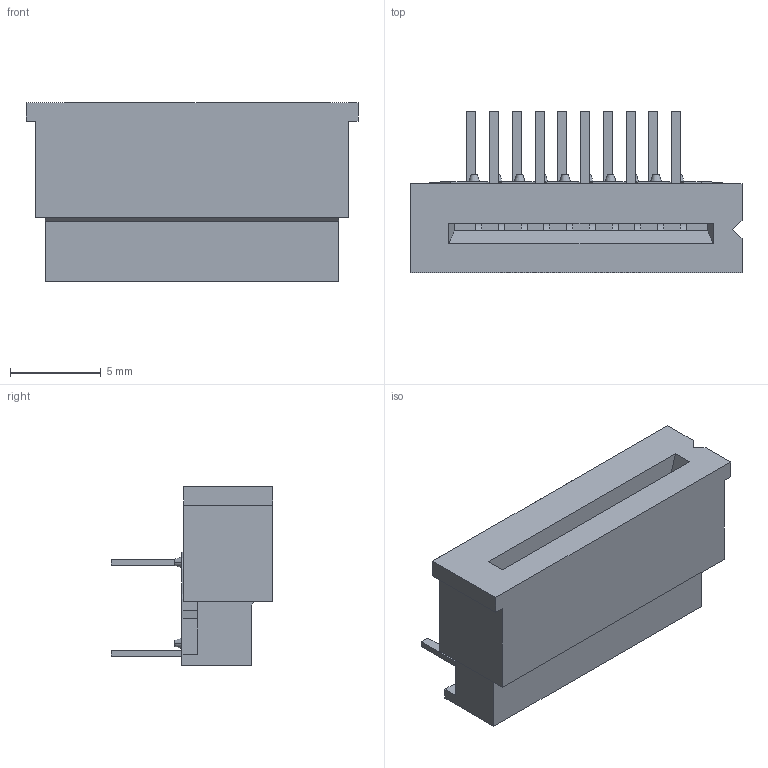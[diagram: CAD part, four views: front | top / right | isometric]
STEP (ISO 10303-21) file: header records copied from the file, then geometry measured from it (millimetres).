
FILE_DESCRIPTION((''),'2;1');
FILE_NAME('039532104','2018-04-25T',('ksrinivasara'),(''),'PRO/ENGINEER BY PARAMETRIC TECHNOLOGY CORPORATION, 2012310','PRO/ENGINEER BY PARAMETRIC TECHNOLOGY CORPORATION, 2012310','');
FILE_SCHEMA(('CONFIG_CONTROL_DESIGN'));
Length unit declared in the file: millimetre
Products named in the file (1): 039532104
Bounding box: 18.25 x 8.9 x 9.8 mm (x, y, z)
Volume: 571.9 mm3; surface area: 1142.2 mm2
Topology: 1 solids, 1 shells, 414 faces, 1128 edges, 766 vertices
Faces by surface type: plane 384, cone 20, cylinder 10
Entity records: 12869 total; most frequent: CARTESIAN_POINT 2269, ORIENTED_EDGE 2196, DIRECTION 2038, EDGE_CURVE 1098, VECTOR 1048, LINE 1048, VERTEX_POINT 726, AXIS2_PLACEMENT_3D 495
